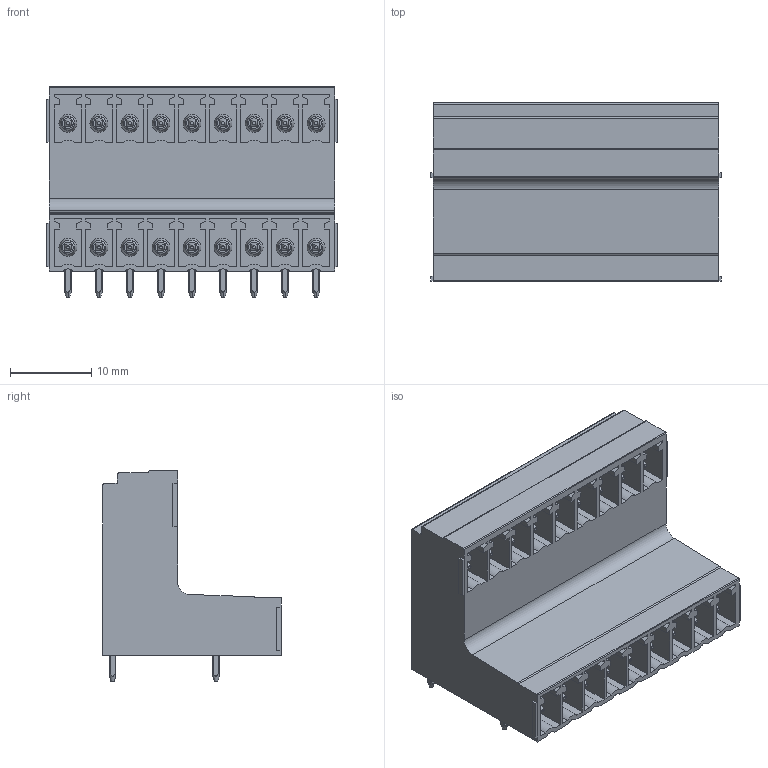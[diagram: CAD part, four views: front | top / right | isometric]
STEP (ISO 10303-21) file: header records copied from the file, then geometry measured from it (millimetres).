
FILE_DESCRIPTION(('CATIA V5 STEP Exchange','CAx-IF Rec.Pracs.--- Model Styling and Organization---1.2---2011-12-15'),'2;1');
FILE_NAME ('D1447266_0_1033570000_1033570000.stp','2018-10-13T11:17:57+00:00',('none'),('Weidmueller'),'CATIA Version 5-6 Release 2014','CATIA V5 STEP AP214','none');
FILE_SCHEMA(('AUTOMOTIVE_DESIGN { 1 0 10303 214 1 1 1 1 }'));
Length unit declared in the file: millimetre
Products named in the file (1): 1033570000
Bounding box: 35.68 x 21.9 x 25.9 mm (x, y, z)
Volume: 7281.1 mm3; surface area: 8721.8 mm2
Topology: 19 solids, 19 shells, 1188 faces, 3228 edges, 2114 vertices
Faces by surface type: plane 740, cylinder 304, cone 108, torus 36
Entity records: 37182 total; most frequent: CARTESIAN_POINT 10287, ORIENTED_EDGE 6456, DIRECTION 3933, EDGE_CURVE 3228, VECTOR 2242, LINE 2242, VERTEX_POINT 2114, EDGE_LOOP 1260
